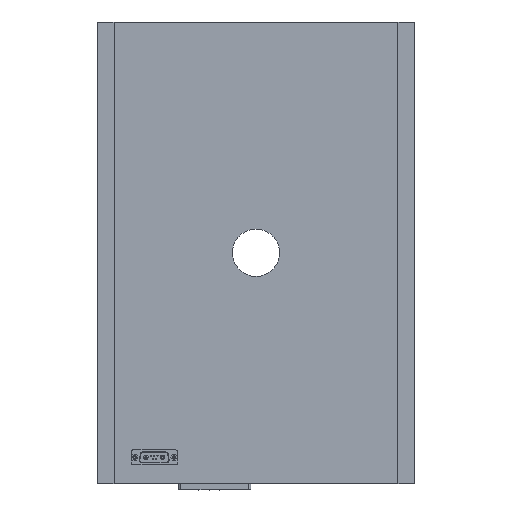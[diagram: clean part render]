
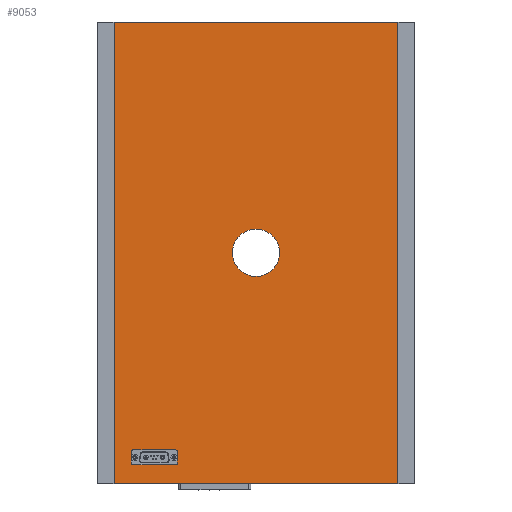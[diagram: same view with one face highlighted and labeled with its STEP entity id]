
A CAD part, top view. The second image highlights one B-rep face of the part: STEP entity #9053.
In plain terms, the highlighted face is planar.
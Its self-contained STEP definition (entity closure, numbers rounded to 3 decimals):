
#4120=PLANE('',#8611);
#4228=CIRCLE('',#8612,20.);
#4426=ORIENTED_EDGE('',*,*,#5831,.F.);
#4427=ORIENTED_EDGE('',*,*,#5858,.F.);
#4428=ORIENTED_EDGE('',*,*,#5843,.F.);
#4429=ORIENTED_EDGE('',*,*,#5859,.T.);
#4430=ORIENTED_EDGE('',*,*,#5860,.F.);
#5129=VECTOR('',#6785,1.);
#5135=VECTOR('',#6807,1.);
#5146=VECTOR('',#6828,1.);
#5147=VECTOR('',#6829,1.);
#5335=LINE('',#7757,#5129);
#5341=LINE('',#7782,#5135);
#5352=LINE('',#7810,#5146);
#5353=LINE('',#7811,#5147);
#5542=VERTEX_POINT('',#7754);
#5543=VERTEX_POINT('',#7756);
#5553=VERTEX_POINT('',#7780);
#5554=VERTEX_POINT('',#7781);
#5567=VERTEX_POINT('',#7812);
#5831=EDGE_CURVE('',#5542,#5543,#5335,.T.);
#5843=EDGE_CURVE('',#5553,#5554,#5341,.T.);
#5858=EDGE_CURVE('',#5554,#5542,#5352,.T.);
#5859=EDGE_CURVE('',#5553,#5543,#5353,.T.);
#5860=EDGE_CURVE('',#5567,#5567,#4228,.T.);
#6197=EDGE_LOOP('',(#4426,#4427,#4428,#4429));
#6198=EDGE_LOOP('',(#4430));
#6479=FACE_BOUND('',#6197,.T.);
#6480=FACE_BOUND('',#6198,.T.);
#6785=DIRECTION('',(-240.,0.,0.));
#6807=DIRECTION('',(240.,0.,0.));
#6826=DIRECTION('',(0.,1.,0.));
#6827=DIRECTION('',(1.,0.,0.));
#6828=DIRECTION('',(0.,0.,390.));
#6829=DIRECTION('',(0.,0.,390.));
#6830=DIRECTION('',(0.,1.,0.));
#6831=DIRECTION('',(0.,0.,-20.));
#7754=CARTESIAN_POINT('',(25.658,151.604,390.));
#7756=CARTESIAN_POINT('',(-214.342,151.604,390.));
#7757=CARTESIAN_POINT('',(25.658,151.604,390.));
#7780=CARTESIAN_POINT('',(-214.342,151.604,0.));
#7781=CARTESIAN_POINT('',(25.658,151.604,0.));
#7782=CARTESIAN_POINT('',(-214.342,151.604,0.));
#7809=CARTESIAN_POINT('',(39.658,151.604,0.));
#7810=CARTESIAN_POINT('',(25.658,151.604,0.));
#7811=CARTESIAN_POINT('',(-214.342,151.604,0.));
#7812=CARTESIAN_POINT('',(-94.342,151.604,175.));
#7813=CARTESIAN_POINT('',(-94.342,151.604,195.));
#8611=AXIS2_PLACEMENT_3D('',#7809,#6826,#6827);
#8612=AXIS2_PLACEMENT_3D('',#7813,#6830,#6831);
#9053=ADVANCED_FACE('',(#6479,#6480),#4120,.T.);
